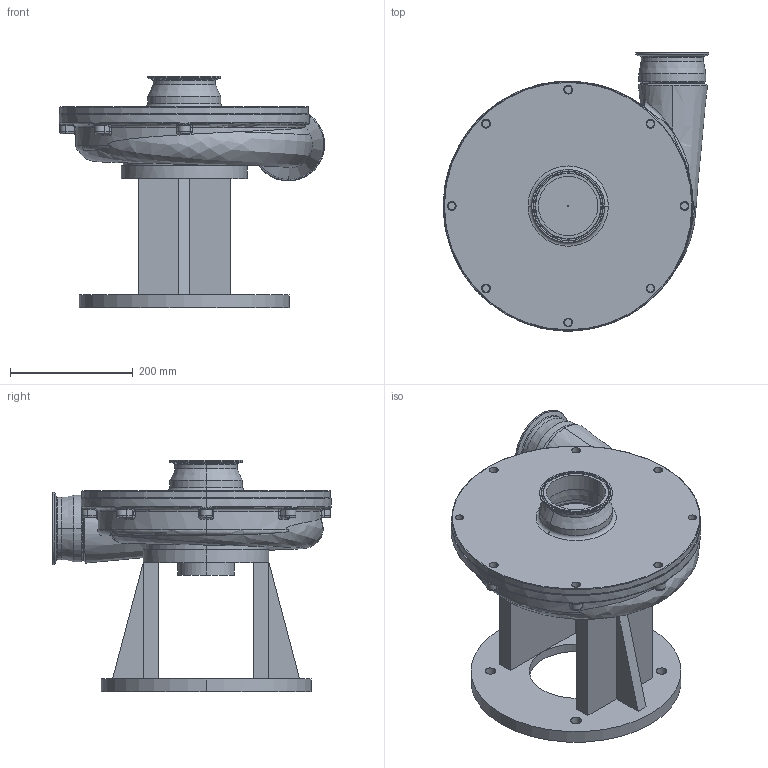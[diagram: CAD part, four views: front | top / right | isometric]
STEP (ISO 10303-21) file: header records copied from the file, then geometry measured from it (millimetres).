
FILE_DESCRIPTION (( 'STEP AP214' ), '1' );
FILE_NAME ('FP 1161 320TC VERT.STEP', '2023-04-27T13:49:15', ( '' ), ( '' ), 'SwSTEP 2.0', 'SolidWorks 2023', '' );
FILE_SCHEMA (( 'AUTOMOTIVE_DESIGN' ));
Length unit declared in the file: millimetre
Products named in the file (1): FP 1161 320TC VERT
Bounding box: 433.45 x 454 x 378 mm (x, y, z)
Volume: 9061791.9 mm3; surface area: 1170489.1 mm2
Topology: 1 solids, 1 shells, 441 faces, 1015 edges, 608 vertices
Faces by surface type: cylinder 155, plane 92, torus 78, bspline 67, cone 46, sphere 3
Entity records: 20899 total; most frequent: CARTESIAN_POINT 11083, DIRECTION 2147, ORIENTED_EDGE 1998, EDGE_CURVE 999, AXIS2_PLACEMENT_3D 932, VERTEX_POINT 605, CIRCLE 557, EDGE_LOOP 502
